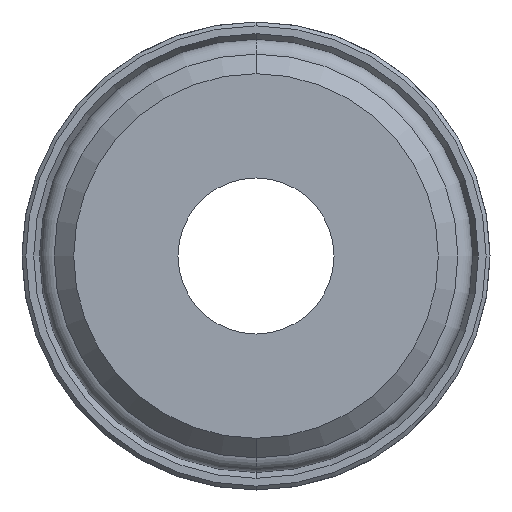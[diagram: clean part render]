
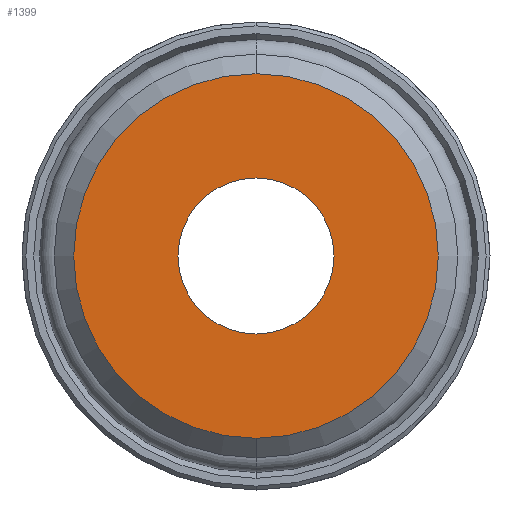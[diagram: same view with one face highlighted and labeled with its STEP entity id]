
A CAD part, front view. The second image highlights one B-rep face of the part: STEP entity #1399.
In plain terms, the highlighted planar face has unit normal (0, -1, 0).
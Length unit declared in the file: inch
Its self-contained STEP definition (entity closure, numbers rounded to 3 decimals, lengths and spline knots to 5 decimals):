
#67 = DIRECTION ( 'NONE',  ( 0., 0., 1. ) ) ;
#86 = FACE_OUTER_BOUND ( 'NONE', #137, .T. ) ;
#94 = VERTEX_POINT ( 'NONE', #284 ) ;
#137 = EDGE_LOOP ( 'NONE', ( #2076, #526 ) ) ;
#167 = VERTEX_POINT ( 'NONE', #1146 ) ;
#214 = CIRCLE ( 'NONE', #643, 0.15748 ) ;
#256 = EDGE_CURVE ( 'NONE', #94, #764, #1688, .T. ) ;
#284 = CARTESIAN_POINT ( 'NONE',  ( 0., 0., -0.36811 ) ) ;
#334 = DIRECTION ( 'NONE',  ( 0., -1., 0. ) ) ;
#415 = EDGE_CURVE ( 'NONE', #167, #1111, #2088, .T. ) ;
#509 = DIRECTION ( 'NONE',  ( 0., 0., 1. ) ) ;
#526 = ORIENTED_EDGE ( 'NONE', *, *, #256, .T. ) ;
#574 = DIRECTION ( 'NONE',  ( 0., 1., 0. ) ) ;
#643 = AXIS2_PLACEMENT_3D ( 'NONE', #730, #1856, #1684 ) ;
#730 = CARTESIAN_POINT ( 'NONE',  ( 0., 0., 0. ) ) ;
#764 = VERTEX_POINT ( 'NONE', #894 ) ;
#814 = AXIS2_PLACEMENT_3D ( 'NONE', #1801, #1136, #967 ) ;
#894 = CARTESIAN_POINT ( 'NONE',  ( 0., 0., 0.36811 ) ) ;
#946 = DIRECTION ( 'NONE',  ( 0., 0., 1. ) ) ;
#952 = AXIS2_PLACEMENT_3D ( 'NONE', #1018, #334, #509 ) ;
#967 = DIRECTION ( 'NONE',  ( 0., 0., -1. ) ) ;
#1018 = CARTESIAN_POINT ( 'NONE',  ( 0., 0., 0. ) ) ;
#1048 = CARTESIAN_POINT ( 'NONE',  ( 0., 0., 0. ) ) ;
#1054 = AXIS2_PLACEMENT_3D ( 'NONE', #1048, #574, #67 ) ;
#1085 = EDGE_CURVE ( 'NONE', #1111, #167, #214, .T. ) ;
#1100 = FACE_BOUND ( 'NONE', #1733, .T. ) ;
#1111 = VERTEX_POINT ( 'NONE', #1393 ) ;
#1136 = DIRECTION ( 'NONE',  ( 0., -1., 0. ) ) ;
#1146 = CARTESIAN_POINT ( 'NONE',  ( 0., 0., -0.15748 ) ) ;
#1187 = ORIENTED_EDGE ( 'NONE', *, *, #1085, .T. ) ;
#1393 = CARTESIAN_POINT ( 'NONE',  ( 0., 0., 0.15748 ) ) ;
#1399 = ADVANCED_FACE ( 'NONE', ( #86, #1100 ), #1624, .T. ) ;
#1506 = AXIS2_PLACEMENT_3D ( 'NONE', #1759, #1933, #946 ) ;
#1624 = PLANE ( 'NONE',  #814 ) ;
#1684 = DIRECTION ( 'NONE',  ( 0., 0., 1. ) ) ;
#1688 = CIRCLE ( 'NONE', #952, 0.36811 ) ;
#1733 = EDGE_LOOP ( 'NONE', ( #1187, #1934 ) ) ;
#1743 = EDGE_CURVE ( 'NONE', #764, #94, #2026, .T. ) ;
#1759 = CARTESIAN_POINT ( 'NONE',  ( 0., 0., 0. ) ) ;
#1801 = CARTESIAN_POINT ( 'NONE',  ( -0.2628, 0., 0. ) ) ;
#1856 = DIRECTION ( 'NONE',  ( 0., 1., 0. ) ) ;
#1933 = DIRECTION ( 'NONE',  ( 0., -1., 0. ) ) ;
#1934 = ORIENTED_EDGE ( 'NONE', *, *, #415, .T. ) ;
#2026 = CIRCLE ( 'NONE', #1506, 0.36811 ) ;
#2076 = ORIENTED_EDGE ( 'NONE', *, *, #1743, .T. ) ;
#2088 = CIRCLE ( 'NONE', #1054, 0.15748 ) ;
